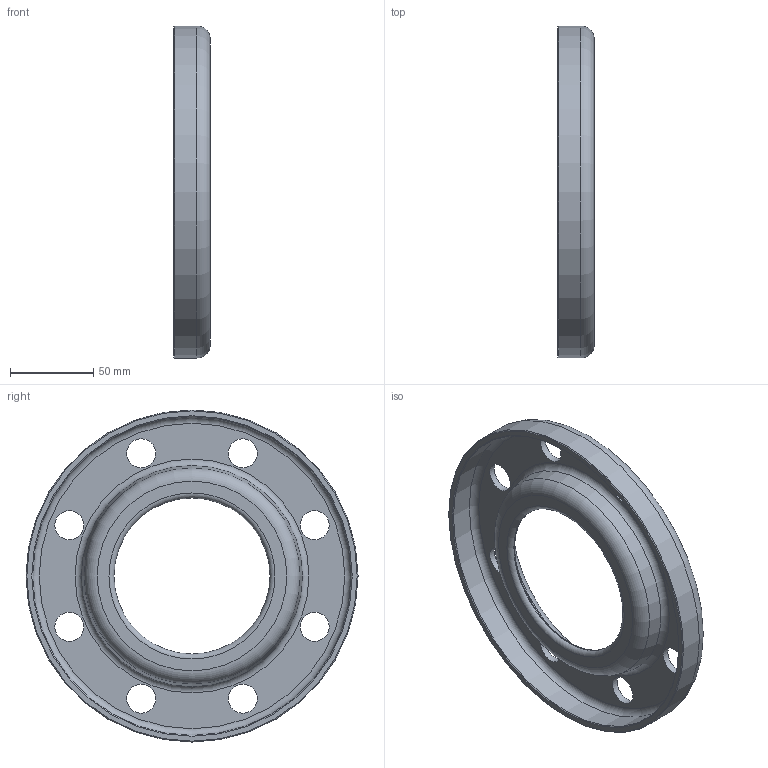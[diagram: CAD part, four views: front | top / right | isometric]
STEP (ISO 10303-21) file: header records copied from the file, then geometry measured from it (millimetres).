
FILE_DESCRIPTION (( 'STEP AP214' ), '1' );
FILE_NAME ('LF-088-GPR-1 Los Flansch Blech heco.STEP', '2015-05-12T07:49:45', ( 'test' ), ( '' ), 'SwSTEP 2.0', 'SolidWorks 2011', '' );
FILE_SCHEMA (( 'AUTOMOTIVE_DESIGN' ));
Length unit declared in the file: millimetre
Products named in the file (1): LF-088-GPR-1 Los Flansch Blech heco
Bounding box: 22 x 200 x 200 mm (x, y, z)
Volume: 146046.2 mm3; surface area: 78106.7 mm2
Topology: 1 solids, 1 shells, 221 faces, 566 edges, 375 vertices
Faces by surface type: plane 100, bspline 98, cylinder 11, torus 7, cone 5
Full cylindrical faces by diameter (mm): 17.5 x8, 94 x1, 192 x1, 200 x1
Entity records: 14495 total; most frequent: CARTESIAN_POINT 7376, ORIENTED_EDGE 1080, DIRECTION 628, EDGE_CURVE 540, VERTEX_POINT 372, LINE 308, VECTOR 308, EDGE_LOOP 290
